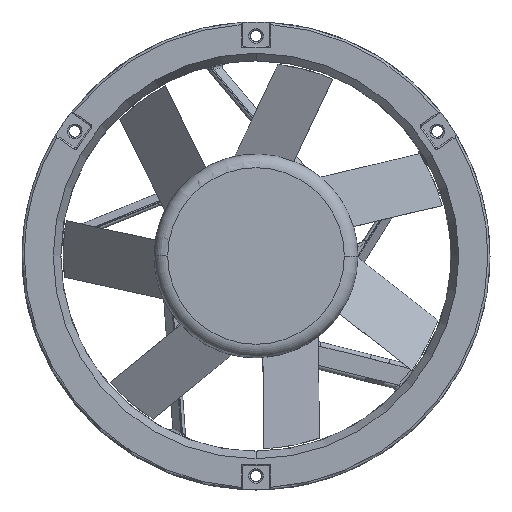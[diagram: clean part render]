
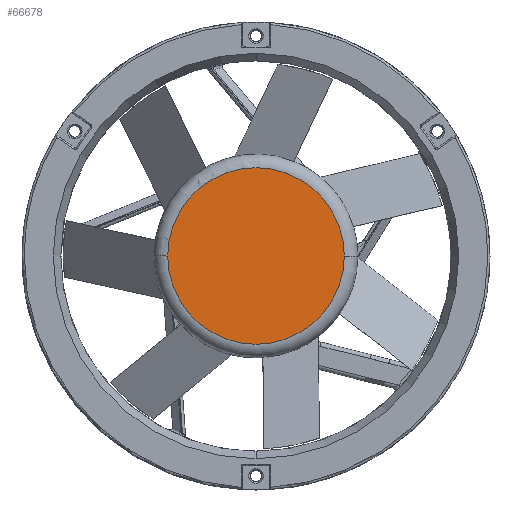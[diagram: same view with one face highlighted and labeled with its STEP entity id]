
A CAD part, front view. The second image highlights one B-rep face of the part: STEP entity #66678.
In plain terms, the highlighted face is planar.
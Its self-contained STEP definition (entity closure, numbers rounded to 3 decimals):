
#65688=CARTESIAN_POINT('',(0.,18.,0.));
#65689=DIRECTION('',(0.,1.,0.));
#65690=DIRECTION('',(1.,0.,0.));
#65691=AXIS2_PLACEMENT_3D('',#65688,#65689,#65690);
#65693=CARTESIAN_POINT('',(0.,18.,0.));
#65694=DIRECTION('',(0.,1.,0.));
#65695=DIRECTION('',(-1.,0.,0.));
#65696=AXIS2_PLACEMENT_3D('',#65693,#65694,#65695);
#66031=CARTESIAN_POINT('',(32.5,18.,0.));
#66032=CARTESIAN_POINT('',(-32.5,18.,0.));
#66033=VERTEX_POINT('',#66031);
#66034=VERTEX_POINT('',#66032);
#66669=CARTESIAN_POINT('',(0.,18.,0.));
#66670=DIRECTION('',(0.,1.,0.));
#66671=DIRECTION('',(1.,0.,0.));
#66672=AXIS2_PLACEMENT_3D('',#66669,#66670,#66671);
#66673=PLANE('',#66672);
#66674=ORIENTED_EDGE('',*,*,#66364,.F.);
#66675=ORIENTED_EDGE('',*,*,#66653,.F.);
#66676=EDGE_LOOP('',(#66674,#66675));
#66677=FACE_OUTER_BOUND('',#66676,.F.);
#66678=ADVANCED_FACE('',(#66677),#66673,.T.);
#65692=CIRCLE('',#65691,32.5);
#65697=CIRCLE('',#65696,32.5);
#66364=EDGE_CURVE('',#66033,#66034,#65692,.T.);
#66653=EDGE_CURVE('',#66034,#66033,#65697,.T.);
